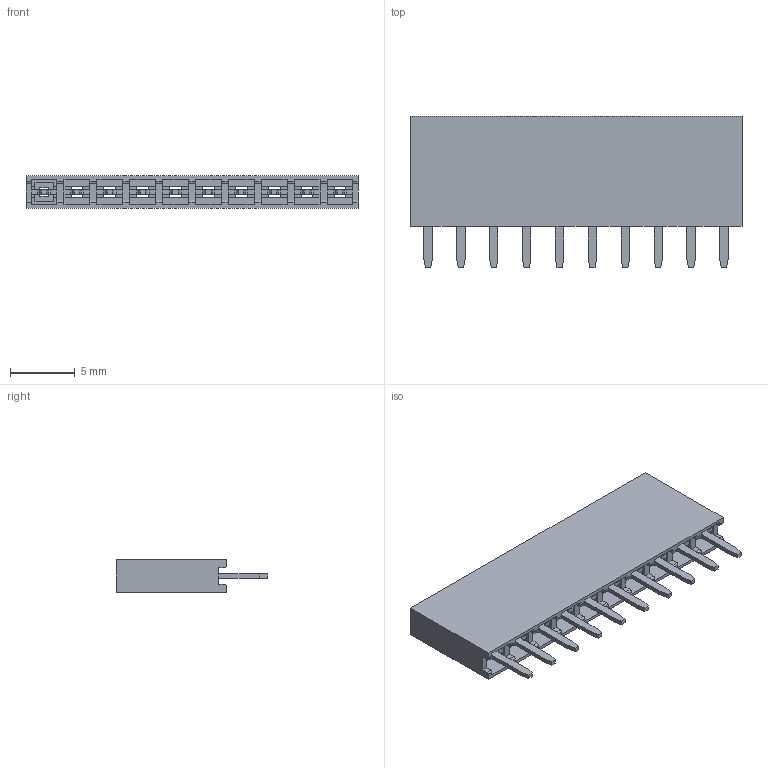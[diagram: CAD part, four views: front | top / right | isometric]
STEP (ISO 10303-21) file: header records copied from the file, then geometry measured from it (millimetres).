
FILE_DESCRIPTION(/* description */ (''),/* implementation_level */ '2;1');
FILE_NAME(/* name */ 'female_header_a-bl254-eg-g10d_v1.step',/* time_stamp */ '2025-03-29T15:13:20+01:00',/* author */ (''),/* organization */ (''),/* preprocessor_version */ 'ST-DEVELOPER v20.1',/* originating_system */ 'Autodesk Translation Framework v14.4.0.0',/* authorisation */ '');
FILE_SCHEMA (('AUTOMOTIVE_DESIGN { 1 0 10303 214 3 1 1 }'));
Length unit declared in the file: millimetre
Products named in the file (1): female_header_a-bl254-eg-g10d
Bounding box: 25.65 x 11.7 x 2.5 mm (x, y, z)
Volume: 237.7 mm3; surface area: 1343.7 mm2
Topology: 1 solids, 1 shells, 356 faces, 1086 edges, 724 vertices
Faces by surface type: plane 314, cylinder 42
Entity records: 12464 total; most frequent: ORIENTED_EDGE 2172, CARTESIAN_POINT 2167, DIRECTION 1884, EDGE_CURVE 1086, LINE 1002, VECTOR 1002, VERTEX_POINT 724, AXIS2_PLACEMENT_3D 441
